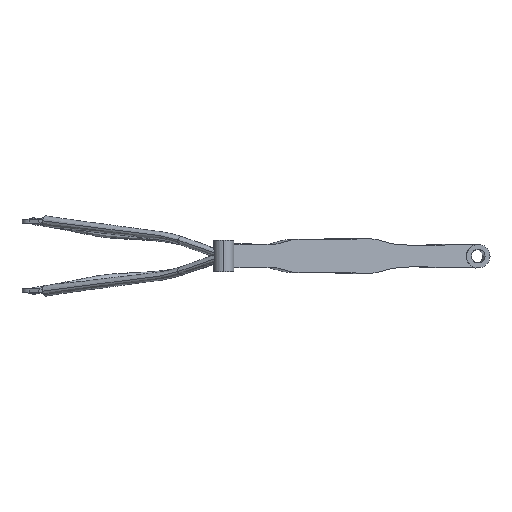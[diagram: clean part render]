
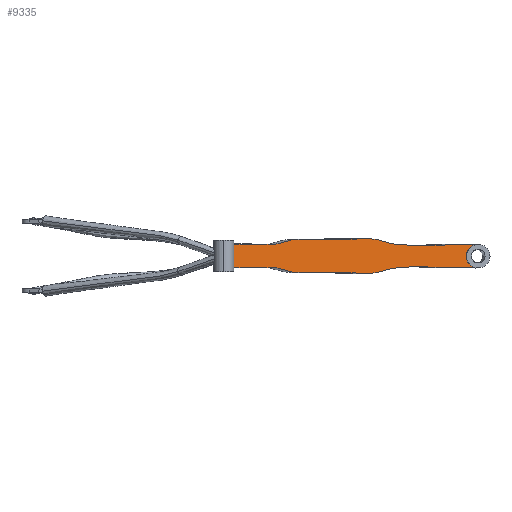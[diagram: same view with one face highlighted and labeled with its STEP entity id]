
A CAD part, top view. The second image highlights one B-rep face of the part: STEP entity #9335.
In plain terms, the highlighted planar face has unit normal (0.611, 0, 0.792).
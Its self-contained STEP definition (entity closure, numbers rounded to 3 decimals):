
#64 = FACE_OUTER_BOUND ( 'NONE', #12478, .T. ) ;
#141 = CARTESIAN_POINT ( 'NONE',  ( 72.092, -26.507, -40.43 ) ) ;
#270 = CARTESIAN_POINT ( 'NONE',  ( 463.167, -26.079, -341.947 ) ) ;
#486 = B_SPLINE_CURVE_WITH_KNOTS ( 'NONE', 3,
 ( #4215, #4079, #9007, #1025, #10975, #12137, #3950, #3236, #8946, #8040, #4988, #11938, #3037 ),
 .UNSPECIFIED., .F., .F.,
 ( 4, 1, 1, 1, 1, 1, 1, 1, 1, 1, 4 ),
 ( 0.026, 0.141, 0.188, 0.243, 0.261, 0.448, 0.594, 0.649, 0.667, 0.853, 0.983 ),
 .UNSPECIFIED. ) ;
#573 = CARTESIAN_POINT ( 'NONE',  ( 21.455, 25.448, -1.389 ) ) ;
#671 = CARTESIAN_POINT ( 'NONE',  ( 522.308, 0., -387.544 ) ) ;
#1016 = CARTESIAN_POINT ( 'NONE',  ( 544.251, 25.147, -404.463 ) ) ;
#1025 = CARTESIAN_POINT ( 'NONE',  ( 111.6, 22.617, -70.891 ) ) ;
#1470 = CARTESIAN_POINT ( 'NONE',  ( 520.709, -25.5, -386.312 ) ) ;
#1599 = CARTESIAN_POINT ( 'NONE',  ( 531.121, -23.657, -394.339 ) ) ;
#1951 = AXIS2_PLACEMENT_3D ( 'NONE', #8069, #10937, #10013 ) ;
#1983 = CARTESIAN_POINT ( 'NONE',  ( 244.595, -29.396, -173.429 ) ) ;
#2462 = VERTEX_POINT ( 'NONE', #9157 ) ;
#2676 = DIRECTION ( 'NONE',  ( 0., -1., 0. ) ) ;
#2950 = CARTESIAN_POINT ( 'NONE',  ( 133.379, -32.789, -87.682 ) ) ;
#3012 = VERTEX_POINT ( 'NONE', #8572 ) ;
#3037 = CARTESIAN_POINT ( 'NONE',  ( 544.251, 25.147, -404.463 ) ) ;
#3088 = CARTESIAN_POINT ( 'NONE',  ( 522.308, 13.558, -387.544 ) ) ;
#3236 = CARTESIAN_POINT ( 'NONE',  ( 315.21, 43.394, -227.873 ) ) ;
#3881 = CARTESIAN_POINT ( 'NONE',  ( 522.308, 0., -387.544 ) ) ;
#3950 = CARTESIAN_POINT ( 'NONE',  ( 244.595, 29.396, -173.429 ) ) ;
#4079 = CARTESIAN_POINT ( 'NONE',  ( 42.484, 26.069, -17.603 ) ) ;
#4215 = CARTESIAN_POINT ( 'NONE',  ( 21.455, 25.448, -1.389 ) ) ;
#4241 = CARTESIAN_POINT ( 'NONE',  ( 544.251, -25.147, -404.463 ) ) ;
#4460 = EDGE_CURVE ( 'NONE', #10319, #2462, #5847, .T. ) ;
#4648 = CARTESIAN_POINT ( 'NONE',  ( 522.308, -13.558, -387.544 ) ) ;
#4959 = CARTESIAN_POINT ( 'NONE',  ( 355.124, -27.292, -258.647 ) ) ;
#4988 = CARTESIAN_POINT ( 'NONE',  ( 463.167, 26.079, -341.947 ) ) ;
#5115 = ORIENTED_EDGE ( 'NONE', *, *, #4460, .T. ) ;
#5141 =( BOUNDED_CURVE ( )  B_SPLINE_CURVE ( 3, ( #9576, #1599, #4648, #671 ),
 .UNSPECIFIED., .F., .T. ) 
 B_SPLINE_CURVE_WITH_KNOTS ( ( 4, 4 ),
 ( 1.681, 3.142 ),
 .UNSPECIFIED. ) 
 CURVE ( )  GEOMETRIC_REPRESENTATION_ITEM ( )  RATIONAL_B_SPLINE_CURVE ( ( 1., 0.83, 0.83, 1. ) ) 
 REPRESENTATION_ITEM ( '' )  );
#5503 = EDGE_CURVE ( 'NONE', #9981, #2462, #486, .T. ) ;
#5847 =( BOUNDED_CURVE ( )  B_SPLINE_CURVE ( 3, ( #3881, #3088, #9975, #1016 ),
 .UNSPECIFIED., .F., .T. ) 
 B_SPLINE_CURVE_WITH_KNOTS ( ( 4, 4 ),
 ( 3.142, 4.602 ),
 .UNSPECIFIED. ) 
 CURVE ( )  GEOMETRIC_REPRESENTATION_ITEM ( )  RATIONAL_B_SPLINE_CURVE ( ( 1., 0.83, 0.83, 1. ) ) 
 REPRESENTATION_ITEM ( '' )  );
#5945 = CARTESIAN_POINT ( 'NONE',  ( 315.21, -43.394, -227.873 ) ) ;
#6121 = VECTOR ( 'NONE', #2676, 1000. ) ;
#6909 = CARTESIAN_POINT ( 'NONE',  ( 180.579, -39.36, -124.073 ) ) ;
#7695 = EDGE_CURVE ( 'NONE', #9981, #3012, #11638, .T. ) ;
#7888 = CARTESIAN_POINT ( 'NONE',  ( 21.455, -25.448, -1.389 ) ) ;
#8040 = CARTESIAN_POINT ( 'NONE',  ( 402.324, 20.54, -295.038 ) ) ;
#8069 = CARTESIAN_POINT ( 'NONE',  ( 7.327, 25., 9.503 ) ) ;
#8134 = PLANE ( 'NONE',  #1951 ) ;
#8572 = CARTESIAN_POINT ( 'NONE',  ( 21.455, -25.448, -1.389 ) ) ;
#8625 = VERTEX_POINT ( 'NONE', #4241 ) ;
#8946 = CARTESIAN_POINT ( 'NONE',  ( 355.124, 27.292, -258.647 ) ) ;
#9007 = CARTESIAN_POINT ( 'NONE',  ( 72.092, 26.507, -40.43 ) ) ;
#9157 = CARTESIAN_POINT ( 'NONE',  ( 544.251, 25.147, -404.463 ) ) ;
#9335 = ADVANCED_FACE ( 'NONE', ( #64 ), #8134, .T. ) ;
#9576 = CARTESIAN_POINT ( 'NONE',  ( 544.251, -25.147, -404.463 ) ) ;
#9687 = CARTESIAN_POINT ( 'NONE',  ( 21.455, 34., -1.389 ) ) ;
#9975 = CARTESIAN_POINT ( 'NONE',  ( 531.121, 23.657, -394.339 ) ) ;
#9981 = VERTEX_POINT ( 'NONE', #573 ) ;
#10013 = DIRECTION ( 'NONE',  ( 0., -1., 0. ) ) ;
#10223 = B_SPLINE_CURVE_WITH_KNOTS ( 'NONE', 3,
 ( #7888, #10884, #141, #11846, #2950, #6909, #1983, #5945, #4959, #10360, #270, #1470, #11205 ),
 .UNSPECIFIED., .F., .F.,
 ( 4, 1, 1, 1, 1, 1, 1, 1, 1, 1, 4 ),
 ( 0.026, 0.141, 0.188, 0.243, 0.261, 0.448, 0.594, 0.649, 0.667, 0.853, 0.983 ),
 .UNSPECIFIED. ) ;
#10319 = VERTEX_POINT ( 'NONE', #11412 ) ;
#10360 = CARTESIAN_POINT ( 'NONE',  ( 402.324, -20.54, -295.038 ) ) ;
#10701 = ORIENTED_EDGE ( 'NONE', *, *, #5503, .F. ) ;
#10838 = ORIENTED_EDGE ( 'NONE', *, *, #12537, .T. ) ;
#10884 = CARTESIAN_POINT ( 'NONE',  ( 42.484, -26.069, -17.603 ) ) ;
#10937 = DIRECTION ( 'NONE',  ( 0.611, 0., 0.792 ) ) ;
#10975 = CARTESIAN_POINT ( 'NONE',  ( 133.379, 32.789, -87.682 ) ) ;
#11205 = CARTESIAN_POINT ( 'NONE',  ( 544.251, -25.147, -404.463 ) ) ;
#11412 = CARTESIAN_POINT ( 'NONE',  ( 522.308, 0., -387.544 ) ) ;
#11502 = ORIENTED_EDGE ( 'NONE', *, *, #12132, .T. ) ;
#11638 = LINE ( 'NONE', #9687, #6121 ) ;
#11846 = CARTESIAN_POINT ( 'NONE',  ( 111.6, -22.617, -70.891 ) ) ;
#11938 = CARTESIAN_POINT ( 'NONE',  ( 520.709, 25.5, -386.312 ) ) ;
#12132 = EDGE_CURVE ( 'NONE', #8625, #10319, #5141, .T. ) ;
#12137 = CARTESIAN_POINT ( 'NONE',  ( 180.579, 39.36, -124.073 ) ) ;
#12464 = ORIENTED_EDGE ( 'NONE', *, *, #7695, .T. ) ;
#12478 = EDGE_LOOP ( 'NONE', ( #10701, #12464, #10838, #11502, #5115 ) ) ;
#12537 = EDGE_CURVE ( 'NONE', #3012, #8625, #10223, .T. ) ;
